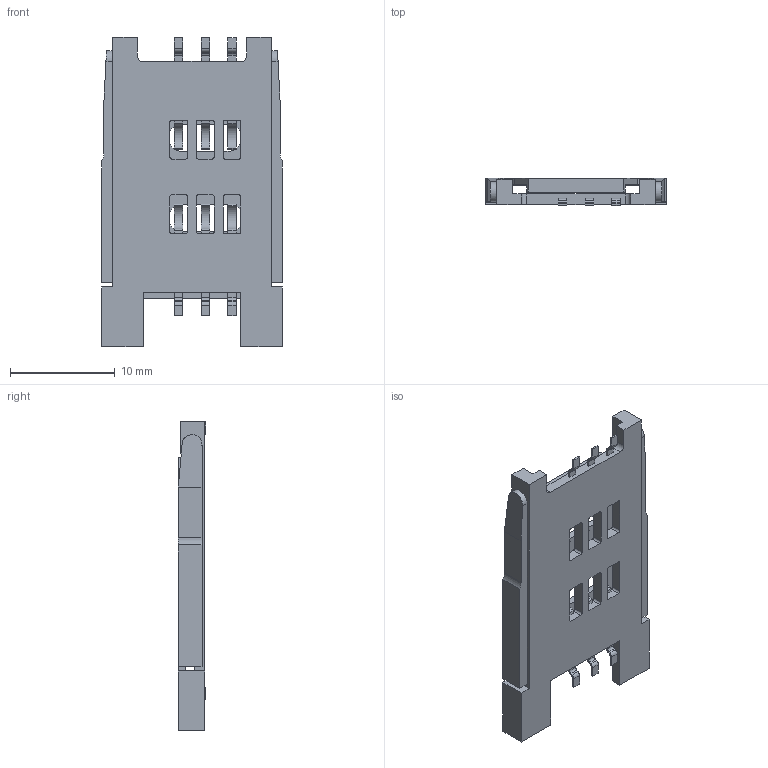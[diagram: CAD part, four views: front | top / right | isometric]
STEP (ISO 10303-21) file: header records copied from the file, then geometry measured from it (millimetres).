
FILE_DESCRIPTION((''),'2;1');
FILE_NAME('7111S2015X02LFC','2010-02-04T',('KaBabu'),('FCI - ELX Division'),'PRO/ENGINEER BY PARAMETRIC TECHNOLOGY CORPORATION, 2008010','PRO/ENGINEER BY PARAMETRIC TECHNOLOGY CORPORATION, 2008010','');
FILE_SCHEMA(('CONFIG_CONTROL_DESIGN'));
Length unit declared in the file: millimetre
Products named in the file (1): 7111S2015X02LFC
Bounding box: 17.2 x 2.59 x 29.5 mm (x, y, z)
Volume: 645.5 mm3; surface area: 1822.5 mm2
Topology: 1 solids, 1 shells, 336 faces, 826 edges, 502 vertices
Faces by surface type: plane 252, cylinder 84
Entity records: 9942 total; most frequent: CARTESIAN_POINT 1865, DIRECTION 1664, ORIENTED_EDGE 1652, EDGE_CURVE 826, VECTOR 658, LINE 658, AXIS2_PLACEMENT_3D 503, VERTEX_POINT 502
